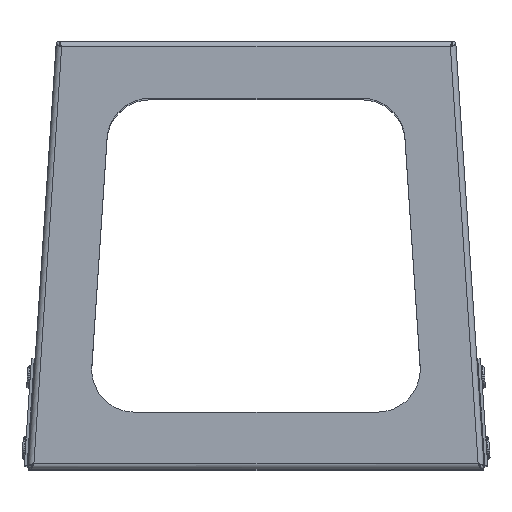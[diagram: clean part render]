
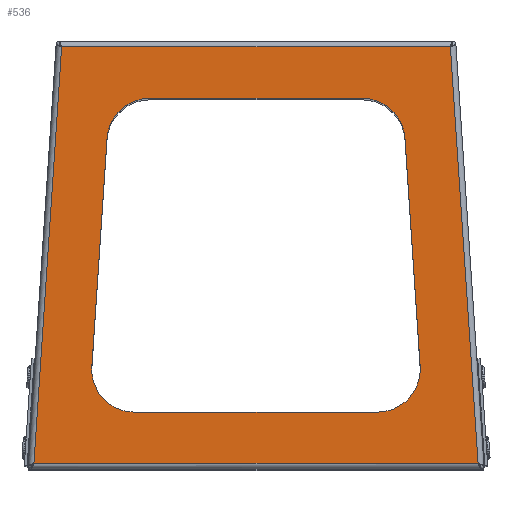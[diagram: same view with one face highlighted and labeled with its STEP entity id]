
A CAD part, top view. The second image highlights one B-rep face of the part: STEP entity #536.
In plain terms, the highlighted planar face has unit normal (0, 0, 1).
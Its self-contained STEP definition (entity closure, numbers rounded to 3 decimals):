
#69 = VECTOR ( 'NONE', #11269, 1000. ) ;
#79 = DIRECTION ( 'NONE',  ( 0., 0., 1. ) ) ;
#221 = VERTEX_POINT ( 'NONE', #8005 ) ;
#345 = ORIENTED_EDGE ( 'NONE', *, *, #11885, .T. ) ;
#400 = EDGE_CURVE ( 'NONE', #10263, #3438, #9650, .T. ) ;
#434 = VERTEX_POINT ( 'NONE', #2367 ) ;
#536 = ADVANCED_FACE ( 'NONE', ( #798, #11584 ), #2211, .T. ) ;
#563 = CARTESIAN_POINT ( 'NONE',  ( -136.258, 146., 0. ) ) ;
#571 = AXIS2_PLACEMENT_3D ( 'NONE', #1148, #79, #4410 ) ;
#770 = LINE ( 'NONE', #2497, #5259 ) ;
#795 = AXIS2_PLACEMENT_3D ( 'NONE', #5766, #13146, #6969 ) ;
#798 = FACE_BOUND ( 'NONE', #2418, .T. ) ;
#878 = ORIENTED_EDGE ( 'NONE', *, *, #10381, .F. ) ;
#1103 = CARTESIAN_POINT ( 'NONE',  ( 74.511, 80., 0. ) ) ;
#1148 = CARTESIAN_POINT ( 'NONE',  ( 85.178, -80., 0. ) ) ;
#1174 = ORIENTED_EDGE ( 'NONE', *, *, #9279, .F. ) ;
#1600 = VERTEX_POINT ( 'NONE', #6209 ) ;
#1617 = CARTESIAN_POINT ( 'NONE',  ( 138.06, 146., 0. ) ) ;
#1705 = CIRCLE ( 'NONE', #571, 30. ) ;
#1765 = CARTESIAN_POINT ( 'NONE',  ( -155.724, -146., 0. ) ) ;
#1929 = CARTESIAN_POINT ( 'NONE',  ( 0., 0., 0. ) ) ;
#1975 = LINE ( 'NONE', #6453, #9074 ) ;
#2178 = VERTEX_POINT ( 'NONE', #10318 ) ;
#2191 = EDGE_CURVE ( 'NONE', #221, #12153, #10664, .T. ) ;
#2211 = PLANE ( 'NONE',  #10174 ) ;
#2231 = ORIENTED_EDGE ( 'NONE', *, *, #4483, .F. ) ;
#2367 = CARTESIAN_POINT ( 'NONE',  ( 136.258, 146., 0. ) ) ;
#2418 = EDGE_LOOP ( 'NONE', ( #878, #13885, #2231, #9175, #1174, #8061, #13257, #5340, #3877 ) ) ;
#2454 = VECTOR ( 'NONE', #4713, 1000. ) ;
#2497 = CARTESIAN_POINT ( 'NONE',  ( -157.789, -146., 0. ) ) ;
#2520 = DIRECTION ( 'NONE',  ( 0., 0., 1. ) ) ;
#2561 = CIRCLE ( 'NONE', #8875, 30. ) ;
#3002 = DIRECTION ( 'NONE',  ( -1., 0., 0. ) ) ;
#3068 = VERTEX_POINT ( 'NONE', #3815 ) ;
#3132 = DIRECTION ( 'NONE',  ( -0.067, 0.998, 0. ) ) ;
#3223 = CARTESIAN_POINT ( 'NONE',  ( -136.138, 147.799, 0. ) ) ;
#3334 = EDGE_CURVE ( 'NONE', #3068, #434, #9057, .T. ) ;
#3438 = VERTEX_POINT ( 'NONE', #11362 ) ;
#3444 = VECTOR ( 'NONE', #13270, 1000. ) ;
#3599 = CARTESIAN_POINT ( 'NONE',  ( 85.178, -110., 0. ) ) ;
#3621 = EDGE_CURVE ( 'NONE', #9623, #221, #10179, .T. ) ;
#3666 = EDGE_CURVE ( 'NONE', #10670, #3068, #770, .T. ) ;
#3686 = LINE ( 'NONE', #1617, #8059 ) ;
#3780 = EDGE_CURVE ( 'NONE', #1600, #2178, #1975, .T. ) ;
#3815 = CARTESIAN_POINT ( 'NONE',  ( 155.724, -146., 0. ) ) ;
#3877 = ORIENTED_EDGE ( 'NONE', *, *, #3621, .F. ) ;
#4226 = ORIENTED_EDGE ( 'NONE', *, *, #3334, .T. ) ;
#4288 = DIRECTION ( 'NONE',  ( 0., 0., 1. ) ) ;
#4410 = DIRECTION ( 'NONE',  ( -1., 0., 0. ) ) ;
#4483 = EDGE_CURVE ( 'NONE', #2178, #11302, #2561, .T. ) ;
#4639 = CARTESIAN_POINT ( 'NONE',  ( -74.511, 110., 0. ) ) ;
#4713 = DIRECTION ( 'NONE',  ( -1., 0., 0. ) ) ;
#4862 = EDGE_LOOP ( 'NONE', ( #13650, #9203, #4226, #345 ) ) ;
#4876 = DIRECTION ( 'NONE',  ( -1., 0., 0. ) ) ;
#5178 = EDGE_CURVE ( 'NONE', #10615, #10670, #6280, .T. ) ;
#5259 = VECTOR ( 'NONE', #9305, 1000. ) ;
#5340 = ORIENTED_EDGE ( 'NONE', *, *, #2191, .F. ) ;
#5640 = EDGE_CURVE ( 'NONE', #11302, #9640, #7004, .T. ) ;
#5766 = CARTESIAN_POINT ( 'NONE',  ( -74.511, 80., 0. ) ) ;
#5784 = CARTESIAN_POINT ( 'NONE',  ( 104.445, 81.996, 0. ) ) ;
#6209 = CARTESIAN_POINT ( 'NONE',  ( -104.445, 81.996, 0. ) ) ;
#6263 = DIRECTION ( 'NONE',  ( 0., 0., 1. ) ) ;
#6280 = LINE ( 'NONE', #3223, #6412 ) ;
#6377 = DIRECTION ( 'NONE',  ( -0.067, -0.998, 0. ) ) ;
#6412 = VECTOR ( 'NONE', #12800, 1000. ) ;
#6453 = CARTESIAN_POINT ( 'NONE',  ( -104.445, 81.996, 0. ) ) ;
#6690 = CARTESIAN_POINT ( 'NONE',  ( 155.862, -148.06, 0. ) ) ;
#6969 = DIRECTION ( 'NONE',  ( 1., 0., 0. ) ) ;
#7004 = LINE ( 'NONE', #10206, #69 ) ;
#7804 = AXIS2_PLACEMENT_3D ( 'NONE', #1103, #4288, #3002 ) ;
#7834 = CARTESIAN_POINT ( 'NONE',  ( 115.178, -80., 0. ) ) ;
#8005 = CARTESIAN_POINT ( 'NONE',  ( 115.112, -78.004, 0. ) ) ;
#8059 = VECTOR ( 'NONE', #4876, 1000. ) ;
#8061 = ORIENTED_EDGE ( 'NONE', *, *, #400, .F. ) ;
#8569 = CARTESIAN_POINT ( 'NONE',  ( 115.112, -78.004, 0. ) ) ;
#8573 = DIRECTION ( 'NONE',  ( 1., 0., 0. ) ) ;
#8875 = AXIS2_PLACEMENT_3D ( 'NONE', #12166, #2520, #11051 ) ;
#9057 = LINE ( 'NONE', #6690, #3444 ) ;
#9074 = VECTOR ( 'NONE', #6377, 1000. ) ;
#9160 = VECTOR ( 'NONE', #3132, 1000. ) ;
#9175 = ORIENTED_EDGE ( 'NONE', *, *, #3780, .F. ) ;
#9203 = ORIENTED_EDGE ( 'NONE', *, *, #3666, .T. ) ;
#9279 = EDGE_CURVE ( 'NONE', #3438, #1600, #11606, .T. ) ;
#9305 = DIRECTION ( 'NONE',  ( 1., 0., 0. ) ) ;
#9623 = VERTEX_POINT ( 'NONE', #7834 ) ;
#9640 = VERTEX_POINT ( 'NONE', #3599 ) ;
#9650 = LINE ( 'NONE', #4639, #2454 ) ;
#9755 = EDGE_CURVE ( 'NONE', #12153, #10263, #10242, .T. ) ;
#10174 = AXIS2_PLACEMENT_3D ( 'NONE', #1929, #6263, #8573 ) ;
#10179 = CIRCLE ( 'NONE', #13566, 30. ) ;
#10206 = CARTESIAN_POINT ( 'NONE',  ( -85.178, -110., 0. ) ) ;
#10242 = CIRCLE ( 'NONE', #7804, 30. ) ;
#10263 = VERTEX_POINT ( 'NONE', #12565 ) ;
#10318 = CARTESIAN_POINT ( 'NONE',  ( -115.112, -78.004, 0. ) ) ;
#10381 = EDGE_CURVE ( 'NONE', #9640, #9623, #1705, .T. ) ;
#10615 = VERTEX_POINT ( 'NONE', #563 ) ;
#10664 = LINE ( 'NONE', #8569, #9160 ) ;
#10670 = VERTEX_POINT ( 'NONE', #1765 ) ;
#11051 = DIRECTION ( 'NONE',  ( -1., 0., 0. ) ) ;
#11269 = DIRECTION ( 'NONE',  ( 1., 0., 0. ) ) ;
#11302 = VERTEX_POINT ( 'NONE', #13490 ) ;
#11362 = CARTESIAN_POINT ( 'NONE',  ( -74.511, 110., 0. ) ) ;
#11486 = CARTESIAN_POINT ( 'NONE',  ( 85.178, -80., 0. ) ) ;
#11584 = FACE_OUTER_BOUND ( 'NONE', #4862, .T. ) ;
#11606 = CIRCLE ( 'NONE', #795, 30. ) ;
#11885 = EDGE_CURVE ( 'NONE', #434, #10615, #3686, .T. ) ;
#12153 = VERTEX_POINT ( 'NONE', #5784 ) ;
#12166 = CARTESIAN_POINT ( 'NONE',  ( -85.178, -80., 0. ) ) ;
#12547 = DIRECTION ( 'NONE',  ( -1., 0., 0. ) ) ;
#12565 = CARTESIAN_POINT ( 'NONE',  ( 74.511, 110., 0. ) ) ;
#12800 = DIRECTION ( 'NONE',  ( -0.067, -0.998, 0. ) ) ;
#13146 = DIRECTION ( 'NONE',  ( 0., 0., 1. ) ) ;
#13208 = DIRECTION ( 'NONE',  ( 0., 0., 1. ) ) ;
#13257 = ORIENTED_EDGE ( 'NONE', *, *, #9755, .F. ) ;
#13270 = DIRECTION ( 'NONE',  ( -0.067, 0.998, 0. ) ) ;
#13490 = CARTESIAN_POINT ( 'NONE',  ( -85.178, -110., 0. ) ) ;
#13566 = AXIS2_PLACEMENT_3D ( 'NONE', #11486, #13208, #12547 ) ;
#13650 = ORIENTED_EDGE ( 'NONE', *, *, #5178, .T. ) ;
#13885 = ORIENTED_EDGE ( 'NONE', *, *, #5640, .F. ) ;
